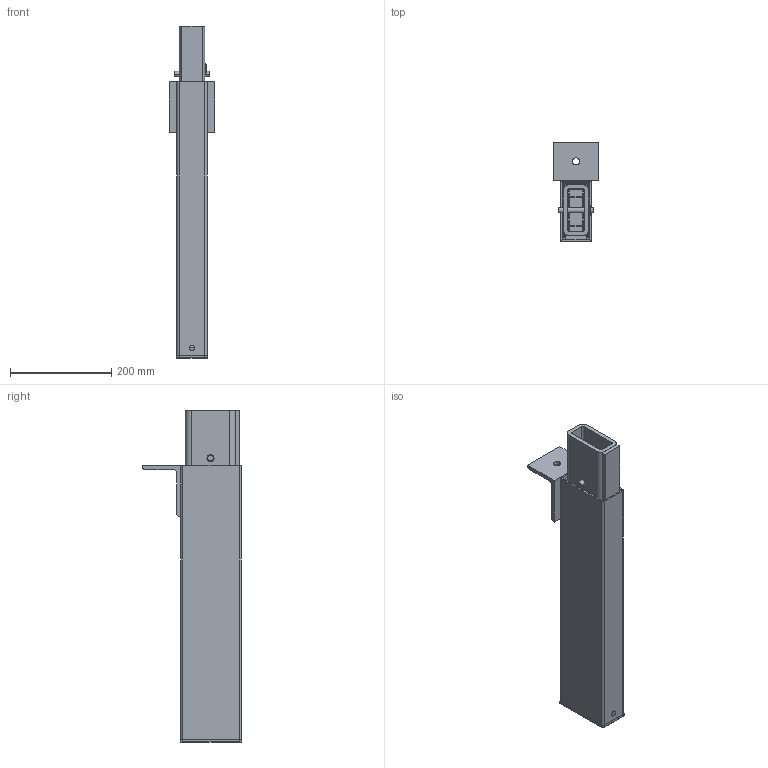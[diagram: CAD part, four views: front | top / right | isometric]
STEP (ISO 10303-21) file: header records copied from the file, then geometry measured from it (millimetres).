
FILE_DESCRIPTION (( 'STEP AP203' ), '1' );
FILE_NAME ('Shooter.STEP', '2017-06-19T14:16:08', ( 'Temp' ), ( '' ), 'SwSTEP 2.0', 'SolidWorks 2010', '' );
FILE_SCHEMA (( 'CONFIG_CONTROL_DESIGN' ));
Length unit declared in the file: millimetre
Products named in the file (3): Shooter; InternalTube_NoPin; OuterTube_NoReinforcing
Assembly tree (2 placements, depth 2):
  Shooter
    InternalTube_NoPin
    OuterTube_NoReinforcing
Bounding box: 90 x 195 x 655 mm (x, y, z)
Volume: 1921415.6 mm3; surface area: 758022.5 mm2
Topology: 7 solids, 7 shells, 175 faces, 441 edges, 286 vertices
Faces by surface type: plane 126, cylinder 43, torus 6
Entity records: 5590 total; most frequent: CARTESIAN_POINT 979, DIRECTION 889, ORIENTED_EDGE 882, EDGE_CURVE 441, LINE 341, VECTOR 341, VERTEX_POINT 286, AXIS2_PLACEMENT_3D 274
